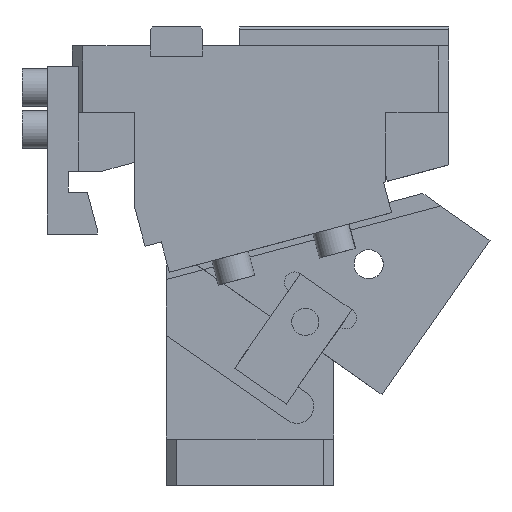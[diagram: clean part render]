
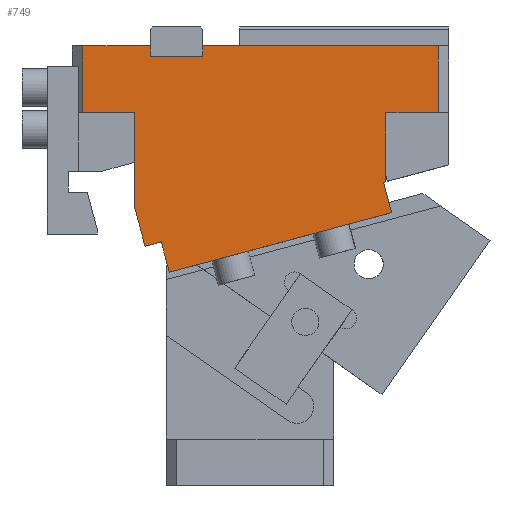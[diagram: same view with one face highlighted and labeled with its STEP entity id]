
A CAD part, front view. The second image highlights one B-rep face of the part: STEP entity #749.
In plain terms, the highlighted planar face has unit normal (0, -1, 0).
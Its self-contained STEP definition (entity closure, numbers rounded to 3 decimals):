
#569=CARTESIAN_POINT('Vertex',(37.5,-57.5,0.)) ;
#572=CARTESIAN_POINT('Line Origine',(37.5,-57.5,-2.5)) ;
#576=CARTESIAN_POINT('Vertex',(37.5,-57.5,-5.)) ;
#591=CARTESIAN_POINT('Line Origine',(50.,-57.5,-5.)) ;
#595=CARTESIAN_POINT('Vertex',(62.5,-57.5,-5.)) ;
#610=CARTESIAN_POINT('Line Origine',(62.5,-57.5,-2.5)) ;
#614=CARTESIAN_POINT('Vertex',(62.5,-57.5,0.)) ;
#629=CARTESIAN_POINT('Axis2P3D Location',(0.,-57.5,0.)) ;
#634=CARTESIAN_POINT('Line Origine',(32.426,-57.5,-86.774)) ;
#638=CARTESIAN_POINT('Vertex',(34.853,-57.5,-95.83)) ;
#640=CARTESIAN_POINT('Vertex',(30.,-57.5,-77.719)) ;
#643=CARTESIAN_POINT('Line Origine',(38.717,-57.5,-94.794)) ;
#647=CARTESIAN_POINT('Vertex',(42.58,-57.5,-93.759)) ;
#650=CARTESIAN_POINT('Line Origine',(44.521,-57.5,-101.003)) ;
#654=CARTESIAN_POINT('Vertex',(46.463,-57.5,-108.248)) ;
#657=CARTESIAN_POINT('Line Origine',(99.588,-57.5,-94.013)) ;
#661=CARTESIAN_POINT('Vertex',(152.714,-57.5,-79.778)) ;
#664=CARTESIAN_POINT('Line Origine',(150.773,-57.5,-72.533)) ;
#668=CARTESIAN_POINT('Vertex',(148.832,-57.5,-65.289)) ;
#671=CARTESIAN_POINT('Line Origine',(149.416,-57.5,-65.132)) ;
#675=CARTESIAN_POINT('Vertex',(150.,-57.5,-64.976)) ;
#678=CARTESIAN_POINT('Line Origine',(150.,-57.5,-48.488)) ;
#682=CARTESIAN_POINT('Vertex',(150.,-57.5,-32.)) ;
#685=CARTESIAN_POINT('Line Origine',(162.5,-57.5,-32.)) ;
#689=CARTESIAN_POINT('Vertex',(175.,-57.5,-32.)) ;
#692=CARTESIAN_POINT('Line Origine',(175.,-57.5,-16.)) ;
#696=CARTESIAN_POINT('Vertex',(175.,-57.5,0.)) ;
#699=CARTESIAN_POINT('Line Origine',(118.75,-57.5,0.)) ;
#704=CARTESIAN_POINT('Line Origine',(21.25,-57.5,0.)) ;
#708=CARTESIAN_POINT('Vertex',(5.,-57.5,0.)) ;
#711=CARTESIAN_POINT('Line Origine',(5.,-57.5,-16.)) ;
#715=CARTESIAN_POINT('Vertex',(5.,-57.5,-32.)) ;
#718=CARTESIAN_POINT('Line Origine',(17.5,-57.5,-32.)) ;
#722=CARTESIAN_POINT('Vertex',(30.,-57.5,-32.)) ;
#725=CARTESIAN_POINT('Line Origine',(30.,-57.5,-54.859)) ;
#573=DIRECTION('Vector Direction',(0.,0.,1.)) ;
#592=DIRECTION('Vector Direction',(1.,0.,0.)) ;
#611=DIRECTION('Vector Direction',(0.,0.,-1.)) ;
#630=DIRECTION('Axis2P3D Direction',(0.,1.,0.)) ;
#631=DIRECTION('Axis2P3D XDirection',(0.,0.,1.)) ;
#635=DIRECTION('Vector Direction',(-0.259,0.,0.966)) ;
#644=DIRECTION('Vector Direction',(-0.966,0.,-0.259)) ;
#651=DIRECTION('Vector Direction',(-0.259,0.,0.966)) ;
#658=DIRECTION('Vector Direction',(-0.966,0.,-0.259)) ;
#665=DIRECTION('Vector Direction',(-0.259,0.,0.966)) ;
#672=DIRECTION('Vector Direction',(-0.966,0.,-0.259)) ;
#679=DIRECTION('Vector Direction',(0.,0.,1.)) ;
#686=DIRECTION('Vector Direction',(-1.,0.,0.)) ;
#693=DIRECTION('Vector Direction',(0.,0.,1.)) ;
#700=DIRECTION('Vector Direction',(1.,0.,0.)) ;
#705=DIRECTION('Vector Direction',(1.,0.,0.)) ;
#712=DIRECTION('Vector Direction',(0.,0.,-1.)) ;
#719=DIRECTION('Vector Direction',(-1.,0.,0.)) ;
#726=DIRECTION('Vector Direction',(0.,0.,-1.)) ;
#632=AXIS2_PLACEMENT_3D('Plane Axis2P3D',#629,#630,#631) ;
#731=ORIENTED_EDGE('',*,*,#642,.F.) ;
#732=ORIENTED_EDGE('',*,*,#649,.F.) ;
#733=ORIENTED_EDGE('',*,*,#656,.F.) ;
#734=ORIENTED_EDGE('',*,*,#663,.F.) ;
#735=ORIENTED_EDGE('',*,*,#670,.T.) ;
#736=ORIENTED_EDGE('',*,*,#677,.F.) ;
#737=ORIENTED_EDGE('',*,*,#684,.T.) ;
#738=ORIENTED_EDGE('',*,*,#691,.F.) ;
#739=ORIENTED_EDGE('',*,*,#698,.T.) ;
#740=ORIENTED_EDGE('',*,*,#703,.F.) ;
#741=ORIENTED_EDGE('',*,*,#616,.T.) ;
#742=ORIENTED_EDGE('',*,*,#597,.F.) ;
#743=ORIENTED_EDGE('',*,*,#578,.T.) ;
#744=ORIENTED_EDGE('',*,*,#710,.F.) ;
#745=ORIENTED_EDGE('',*,*,#717,.T.) ;
#746=ORIENTED_EDGE('',*,*,#724,.F.) ;
#747=ORIENTED_EDGE('',*,*,#729,.T.) ;
#574=VECTOR('Line Direction',#573,1.) ;
#593=VECTOR('Line Direction',#592,1.) ;
#612=VECTOR('Line Direction',#611,1.) ;
#636=VECTOR('Line Direction',#635,1.) ;
#645=VECTOR('Line Direction',#644,1.) ;
#652=VECTOR('Line Direction',#651,1.) ;
#659=VECTOR('Line Direction',#658,1.) ;
#666=VECTOR('Line Direction',#665,1.) ;
#673=VECTOR('Line Direction',#672,1.) ;
#680=VECTOR('Line Direction',#679,1.) ;
#687=VECTOR('Line Direction',#686,1.) ;
#694=VECTOR('Line Direction',#693,1.) ;
#701=VECTOR('Line Direction',#700,1.) ;
#706=VECTOR('Line Direction',#705,1.) ;
#713=VECTOR('Line Direction',#712,1.) ;
#720=VECTOR('Line Direction',#719,1.) ;
#727=VECTOR('Line Direction',#726,1.) ;
#749=ADVANCED_FACE('CAM HOLDER',(#748),#633,.F.) ;
#578=EDGE_CURVE('',#577,#570,#575,.T.) ;
#597=EDGE_CURVE('',#577,#596,#594,.T.) ;
#616=EDGE_CURVE('',#615,#596,#613,.T.) ;
#642=EDGE_CURVE('',#639,#641,#637,.T.) ;
#649=EDGE_CURVE('',#648,#639,#646,.T.) ;
#656=EDGE_CURVE('',#655,#648,#653,.T.) ;
#663=EDGE_CURVE('',#662,#655,#660,.T.) ;
#670=EDGE_CURVE('',#662,#669,#667,.T.) ;
#677=EDGE_CURVE('',#676,#669,#674,.T.) ;
#684=EDGE_CURVE('',#676,#683,#681,.T.) ;
#691=EDGE_CURVE('',#690,#683,#688,.T.) ;
#698=EDGE_CURVE('',#690,#697,#695,.T.) ;
#703=EDGE_CURVE('',#615,#697,#702,.T.) ;
#710=EDGE_CURVE('',#709,#570,#707,.T.) ;
#717=EDGE_CURVE('',#709,#716,#714,.T.) ;
#724=EDGE_CURVE('',#723,#716,#721,.T.) ;
#729=EDGE_CURVE('',#723,#641,#728,.T.) ;
#730=EDGE_LOOP('',(#731,#732,#733,#734,#735,#736,#737,#738,#739,#740,#741,#742,#743,#744,#745,#746,#747)) ;
#748=FACE_OUTER_BOUND('',#730,.T.) ;
#575=LINE('Line',#572,#574) ;
#594=LINE('Line',#591,#593) ;
#613=LINE('Line',#610,#612) ;
#637=LINE('Line',#634,#636) ;
#646=LINE('Line',#643,#645) ;
#653=LINE('Line',#650,#652) ;
#660=LINE('Line',#657,#659) ;
#667=LINE('Line',#664,#666) ;
#674=LINE('Line',#671,#673) ;
#681=LINE('Line',#678,#680) ;
#688=LINE('Line',#685,#687) ;
#695=LINE('Line',#692,#694) ;
#702=LINE('Line',#699,#701) ;
#707=LINE('Line',#704,#706) ;
#714=LINE('Line',#711,#713) ;
#721=LINE('Line',#718,#720) ;
#728=LINE('Line',#725,#727) ;
#633=PLANE('Plane',#632) ;
#570=VERTEX_POINT('',#569) ;
#577=VERTEX_POINT('',#576) ;
#596=VERTEX_POINT('',#595) ;
#615=VERTEX_POINT('',#614) ;
#639=VERTEX_POINT('',#638) ;
#641=VERTEX_POINT('',#640) ;
#648=VERTEX_POINT('',#647) ;
#655=VERTEX_POINT('',#654) ;
#662=VERTEX_POINT('',#661) ;
#669=VERTEX_POINT('',#668) ;
#676=VERTEX_POINT('',#675) ;
#683=VERTEX_POINT('',#682) ;
#690=VERTEX_POINT('',#689) ;
#697=VERTEX_POINT('',#696) ;
#709=VERTEX_POINT('',#708) ;
#716=VERTEX_POINT('',#715) ;
#723=VERTEX_POINT('',#722) ;
